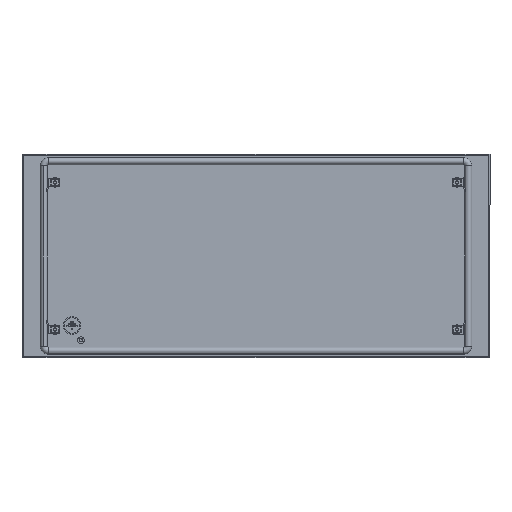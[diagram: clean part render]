
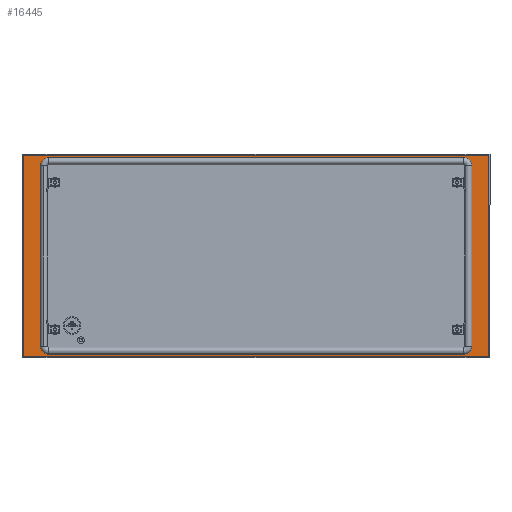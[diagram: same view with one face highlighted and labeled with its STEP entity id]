
A CAD part, left-side view. The second image highlights one B-rep face of the part: STEP entity #16445.
In plain terms, the highlighted planar face has unit normal (-1, 0, 0).
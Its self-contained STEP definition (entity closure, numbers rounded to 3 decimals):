
#253 = VERTEX_POINT ( 'NONE', #13883 ) ;
#451 = CARTESIAN_POINT ( 'NONE',  ( -2., 0., 171. ) ) ;
#536 = DIRECTION ( 'NONE',  ( 0., 0., 1. ) ) ;
#600 = VERTEX_POINT ( 'NONE', #18310 ) ;
#625 = CARTESIAN_POINT ( 'NONE',  ( -2., 366.5, -153. ) ) ;
#1088 = ORIENTED_EDGE ( 'NONE', *, *, #18833, .T. ) ;
#1104 = VECTOR ( 'NONE', #1608, 1000. ) ;
#1263 = VERTEX_POINT ( 'NONE', #3050 ) ;
#1408 = CARTESIAN_POINT ( 'NONE',  ( -2., -366.5, 153. ) ) ;
#1604 = AXIS2_PLACEMENT_3D ( 'NONE', #19192, #11305, #11201 ) ;
#1608 = DIRECTION ( 'NONE',  ( 0., 0., -1. ) ) ;
#1866 = CIRCLE ( 'NONE', #13099, 14. ) ;
#2080 = DIRECTION ( 'NONE',  ( 1., 0., 0. ) ) ;
#2085 = LINE ( 'NONE', #13269, #15706 ) ;
#2109 = VECTOR ( 'NONE', #19268, 1000. ) ;
#2243 = DIRECTION ( 'NONE',  ( 0., 1., 0. ) ) ;
#2291 = ORIENTED_EDGE ( 'NONE', *, *, #17674, .T. ) ;
#2522 = ORIENTED_EDGE ( 'NONE', *, *, #13272, .T. ) ;
#2964 = CARTESIAN_POINT ( 'NONE',  ( -2., 366.5, 153. ) ) ;
#3050 = CARTESIAN_POINT ( 'NONE',  ( -2., 395.5, -171. ) ) ;
#3407 = EDGE_CURVE ( 'NONE', #6936, #600, #6411, .T. ) ;
#3413 = DIRECTION ( 'NONE',  ( 0., -1., 0. ) ) ;
#3502 = VERTEX_POINT ( 'NONE', #5645 ) ;
#3568 = ORIENTED_EDGE ( 'NONE', *, *, #7151, .T. ) ;
#3713 = VECTOR ( 'NONE', #536, 1000. ) ;
#3732 = ORIENTED_EDGE ( 'NONE', *, *, #19174, .F. ) ;
#3847 = PLANE ( 'NONE',  #5774 ) ;
#4048 = VERTEX_POINT ( 'NONE', #9228 ) ;
#4119 = ORIENTED_EDGE ( 'NONE', *, *, #12045, .T. ) ;
#5087 = LINE ( 'NONE', #11789, #2109 ) ;
#5197 = CARTESIAN_POINT ( 'NONE',  ( -2., 0., 0. ) ) ;
#5332 = DIRECTION ( 'NONE',  ( 1., 0., 0. ) ) ;
#5411 = FACE_BOUND ( 'NONE', #19347, .T. ) ;
#5645 = CARTESIAN_POINT ( 'NONE',  ( -2., -352.5, -167. ) ) ;
#5774 = AXIS2_PLACEMENT_3D ( 'NONE', #5197, #2080, #10158 ) ;
#5948 = CARTESIAN_POINT ( 'NONE',  ( -2., 352.5, -167. ) ) ;
#5989 = CARTESIAN_POINT ( 'NONE',  ( -2., -366.5, 0. ) ) ;
#6208 = VERTEX_POINT ( 'NONE', #5948 ) ;
#6387 = EDGE_CURVE ( 'NONE', #11521, #4048, #10593, .T. ) ;
#6411 = LINE ( 'NONE', #451, #19202 ) ;
#6442 = DIRECTION ( 'NONE',  ( -1., 0., 0. ) ) ;
#6669 = FACE_OUTER_BOUND ( 'NONE', #16943, .T. ) ;
#6776 = CARTESIAN_POINT ( 'NONE',  ( -2., -352.5, 167. ) ) ;
#6936 = VERTEX_POINT ( 'NONE', #13415 ) ;
#6961 = DIRECTION ( 'NONE',  ( 0., 0., 1. ) ) ;
#7151 = EDGE_CURVE ( 'NONE', #15412, #6936, #15580, .T. ) ;
#7227 = CIRCLE ( 'NONE', #1604, 14. ) ;
#7636 = LINE ( 'NONE', #5989, #1104 ) ;
#7915 = CARTESIAN_POINT ( 'NONE',  ( -2., 366.5, -153. ) ) ;
#8020 = CARTESIAN_POINT ( 'NONE',  ( -2., -352.5, -153. ) ) ;
#9228 = CARTESIAN_POINT ( 'NONE',  ( -2., -352.5, 167. ) ) ;
#9951 = LINE ( 'NONE', #625, #17263 ) ;
#9975 = LINE ( 'NONE', #6776, #11835 ) ;
#9998 = EDGE_CURVE ( 'NONE', #6208, #14506, #7227, .T. ) ;
#10068 = ORIENTED_EDGE ( 'NONE', *, *, #14309, .F. ) ;
#10158 = DIRECTION ( 'NONE',  ( 0., 1., 0. ) ) ;
#10593 = CIRCLE ( 'NONE', #15253, 14. ) ;
#10846 = EDGE_CURVE ( 'NONE', #14506, #12730, #9951, .T. ) ;
#11160 = VECTOR ( 'NONE', #2243, 1000. ) ;
#11201 = DIRECTION ( 'NONE',  ( 0., 0., -1. ) ) ;
#11305 = DIRECTION ( 'NONE',  ( 1., 0., 0. ) ) ;
#11387 = DIRECTION ( 'NONE',  ( 0., -1., 0. ) ) ;
#11521 = VERTEX_POINT ( 'NONE', #1408 ) ;
#11534 = CARTESIAN_POINT ( 'NONE',  ( -2., 352.5, 153. ) ) ;
#11560 = EDGE_CURVE ( 'NONE', #11521, #16698, #7636, .T. ) ;
#11789 = CARTESIAN_POINT ( 'NONE',  ( -2., 395.5, 0. ) ) ;
#11835 = VECTOR ( 'NONE', #13064, 1000. ) ;
#11927 = ORIENTED_EDGE ( 'NONE', *, *, #6387, .F. ) ;
#12045 = EDGE_CURVE ( 'NONE', #600, #1263, #5087, .T. ) ;
#12730 = VERTEX_POINT ( 'NONE', #2964 ) ;
#12857 = CARTESIAN_POINT ( 'NONE',  ( -2., -395.5, 0. ) ) ;
#12996 = CARTESIAN_POINT ( 'NONE',  ( -2., -395.5, -171. ) ) ;
#13064 = DIRECTION ( 'NONE',  ( 0., 1., 0. ) ) ;
#13099 = AXIS2_PLACEMENT_3D ( 'NONE', #8020, #5332, #14539 ) ;
#13269 = CARTESIAN_POINT ( 'NONE',  ( -2., 0., -171. ) ) ;
#13272 = EDGE_CURVE ( 'NONE', #16698, #3502, #1866, .T. ) ;
#13415 = CARTESIAN_POINT ( 'NONE',  ( -2., -395.5, 171. ) ) ;
#13883 = CARTESIAN_POINT ( 'NONE',  ( -2., 352.5, 167. ) ) ;
#14179 = CARTESIAN_POINT ( 'NONE',  ( -2., -366.5, -153. ) ) ;
#14309 = EDGE_CURVE ( 'NONE', #253, #12730, #18772, .T. ) ;
#14506 = VERTEX_POINT ( 'NONE', #7915 ) ;
#14539 = DIRECTION ( 'NONE',  ( 0., -1., 0. ) ) ;
#14606 = CARTESIAN_POINT ( 'NONE',  ( -2., -352.5, 153. ) ) ;
#15253 = AXIS2_PLACEMENT_3D ( 'NONE', #14606, #6442, #3413 ) ;
#15412 = VERTEX_POINT ( 'NONE', #12996 ) ;
#15457 = AXIS2_PLACEMENT_3D ( 'NONE', #11534, #16612, #17860 ) ;
#15580 = LINE ( 'NONE', #12857, #3713 ) ;
#15694 = DIRECTION ( 'NONE',  ( 0., 1., 0. ) ) ;
#15706 = VECTOR ( 'NONE', #11387, 1000. ) ;
#16217 = LINE ( 'NONE', #17880, #11160 ) ;
#16445 = ADVANCED_FACE ( 'NONE', ( #6669, #5411 ), #3847, .F. ) ;
#16612 = DIRECTION ( 'NONE',  ( -1., 0., 0. ) ) ;
#16698 = VERTEX_POINT ( 'NONE', #14179 ) ;
#16799 = ORIENTED_EDGE ( 'NONE', *, *, #10846, .T. ) ;
#16943 = EDGE_LOOP ( 'NONE', ( #3568, #20504, #4119, #2291 ) ) ;
#17263 = VECTOR ( 'NONE', #6961, 1000. ) ;
#17674 = EDGE_CURVE ( 'NONE', #1263, #15412, #2085, .T. ) ;
#17860 = DIRECTION ( 'NONE',  ( 0., 0., 1. ) ) ;
#17880 = CARTESIAN_POINT ( 'NONE',  ( -2., -352.5, -167. ) ) ;
#18310 = CARTESIAN_POINT ( 'NONE',  ( -2., 395.5, 171. ) ) ;
#18405 = ORIENTED_EDGE ( 'NONE', *, *, #11560, .T. ) ;
#18772 = CIRCLE ( 'NONE', #15457, 14. ) ;
#18833 = EDGE_CURVE ( 'NONE', #3502, #6208, #16217, .T. ) ;
#19046 = ORIENTED_EDGE ( 'NONE', *, *, #9998, .T. ) ;
#19174 = EDGE_CURVE ( 'NONE', #4048, #253, #9975, .T. ) ;
#19192 = CARTESIAN_POINT ( 'NONE',  ( -2., 352.5, -153. ) ) ;
#19202 = VECTOR ( 'NONE', #15694, 1000. ) ;
#19268 = DIRECTION ( 'NONE',  ( 0., 0., -1. ) ) ;
#19347 = EDGE_LOOP ( 'NONE', ( #11927, #18405, #2522, #1088, #19046, #16799, #10068, #3732 ) ) ;
#20504 = ORIENTED_EDGE ( 'NONE', *, *, #3407, .T. ) ;
